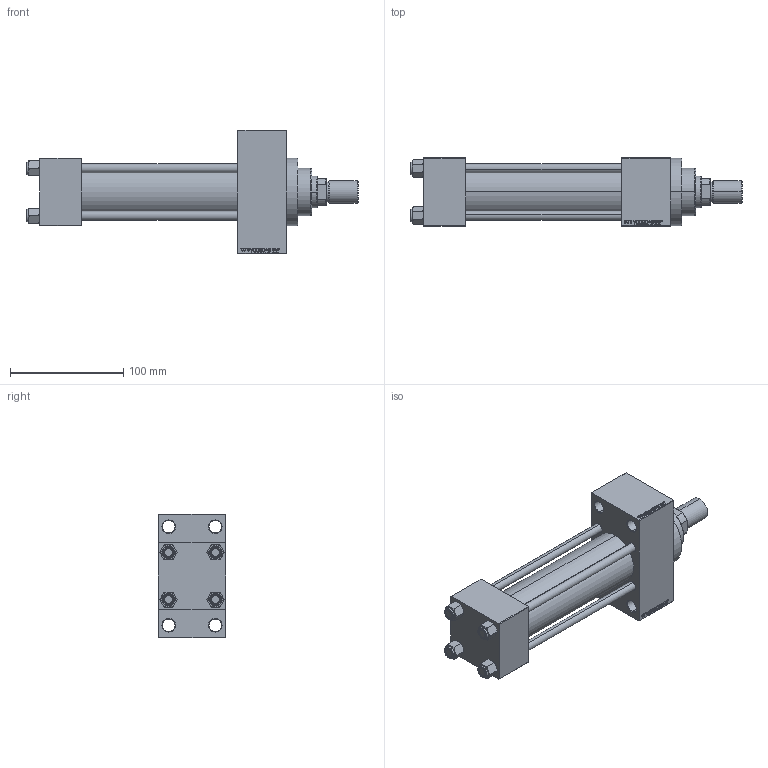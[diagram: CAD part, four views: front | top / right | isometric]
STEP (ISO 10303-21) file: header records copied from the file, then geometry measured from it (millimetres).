
FILE_DESCRIPTION (( 'STEP AP203' ), '1' );
FILE_NAME ('2624.STEP', '2023-08-22T20:58:00', ( '' ), ( '' ), 'SwSTEP 2.0', 'SolidWorks 2019', '' );
FILE_SCHEMA (( 'CONFIG_CONTROL_DESIGN' ));
Length unit declared in the file: millimetre
Products named in the file (7): V215CR_D_Body 470972974e46126552e0522befa3f139; V215CR_VCP_D 470972974e46126552e0522befa3f139; NUT_M5_D 470972974e46126552e0522befa3f139; V215CR_D_TYCINKA 470972974e46126552e0522befa3f139; V215_VC_A 470972974e46126552e0522befa3f139; 2624; ROD_END_AH 470972974e46126552e0522befa3f139
Assembly tree (12 placements, depth 2):
  2624
    V215CR_D_Body 470972974e46126552e0522befa3f139
    V215CR_VCP_D 470972974e46126552e0522befa3f139
    NUT_M5_D 470972974e46126552e0522befa3f139  x4
    V215CR_D_TYCINKA 470972974e46126552e0522befa3f139  x4
    V215_VC_A 470972974e46126552e0522befa3f139
    ROD_END_AH 470972974e46126552e0522befa3f139
Bounding box: 293 x 60 x 109 mm (x, y, z)
Volume: 640539.6 mm3; surface area: 166953.8 mm2
Topology: 12 solids, 12 shells, 1119 faces, 2782 edges, 1799 vertices
Faces by surface type: plane 502, bspline 368, cone 146, cylinder 93, torus 10
Entity records: 47732 total; most frequent: CARTESIAN_POINT 25135, ORIENTED_EDGE 5056, DIRECTION 3280, EDGE_CURVE 2528, VERTEX_POINT 1655, LINE 1514, VECTOR 1514, EDGE_LOOP 1131
